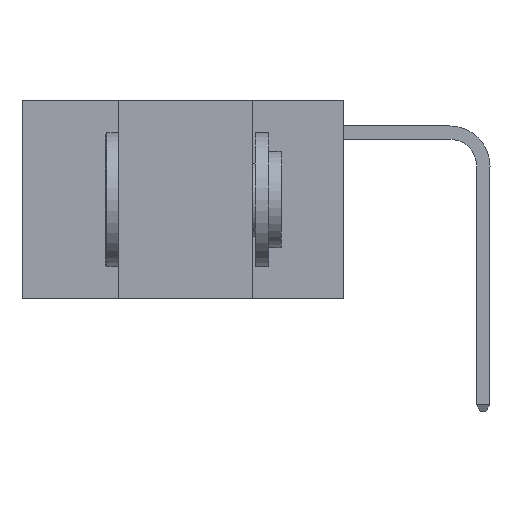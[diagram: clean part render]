
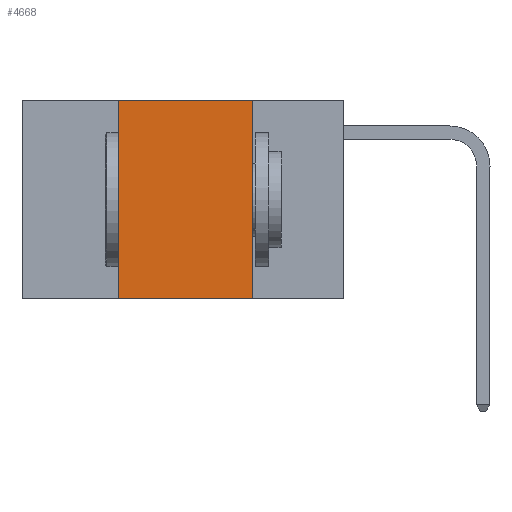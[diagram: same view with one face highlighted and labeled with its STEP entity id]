
A CAD part, left-side view. The second image highlights one B-rep face of the part: STEP entity #4668.
In plain terms, the highlighted planar face has unit normal (-1, 0, 0).
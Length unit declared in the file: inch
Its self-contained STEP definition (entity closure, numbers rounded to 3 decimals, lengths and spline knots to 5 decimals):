
#86 = VECTOR ( 'NONE', #6925, 39.37008 ) ;
#443 = LINE ( 'NONE', #10328, #86 ) ;
#951 = VECTOR ( 'NONE', #7656, 39.37008 ) ;
#1528 = FACE_OUTER_BOUND ( 'NONE', #11892, .T. ) ;
#3881 = CARTESIAN_POINT ( 'NONE',  ( 0., 0.17, -0.37 ) ) ;
#3999 = LINE ( 'NONE', #14279, #951 ) ;
#4668 = ADVANCED_FACE ( 'NONE', ( #1528 ), #10099, .F. ) ;
#4971 = EDGE_CURVE ( 'NONE', #11276, #10312, #12396, .T. ) ;
#5844 = CARTESIAN_POINT ( 'NONE',  ( 0., 0.17, 0. ) ) ;
#6625 = EDGE_CURVE ( 'NONE', #14408, #11276, #8380, .T. ) ;
#6925 = DIRECTION ( 'NONE',  ( 0., 0., 1. ) ) ;
#7029 = ORIENTED_EDGE ( 'NONE', *, *, #4971, .F. ) ;
#7120 = ORIENTED_EDGE ( 'NONE', *, *, #6625, .F. ) ;
#7318 = ORIENTED_EDGE ( 'NONE', *, *, #7621, .F. ) ;
#7394 = ORIENTED_EDGE ( 'NONE', *, *, #14512, .T. ) ;
#7403 = CARTESIAN_POINT ( 'NONE',  ( 0., 0.17, 0. ) ) ;
#7500 = DIRECTION ( 'NONE',  ( 0., 0., -1. ) ) ;
#7621 = EDGE_CURVE ( 'NONE', #8205, #14408, #443, .T. ) ;
#7656 = DIRECTION ( 'NONE',  ( 0., -1., 0. ) ) ;
#8205 = VERTEX_POINT ( 'NONE', #13526 ) ;
#8285 = VECTOR ( 'NONE', #10405, 39.37008 ) ;
#8380 = LINE ( 'NONE', #10160, #8285 ) ;
#9680 = CARTESIAN_POINT ( 'NONE',  ( 0., 0.42, 0. ) ) ;
#9964 = DIRECTION ( 'NONE',  ( 0., 0., -1. ) ) ;
#9975 = DIRECTION ( 'NONE',  ( 1., 0., 0. ) ) ;
#9983 = CARTESIAN_POINT ( 'NONE',  ( 0., 0.6, 0. ) ) ;
#10099 = PLANE ( 'NONE',  #14323 ) ;
#10160 = CARTESIAN_POINT ( 'NONE',  ( 0., 0.6, 0. ) ) ;
#10312 = VERTEX_POINT ( 'NONE', #3881 ) ;
#10328 = CARTESIAN_POINT ( 'NONE',  ( 0., 0.42, 0. ) ) ;
#10405 = DIRECTION ( 'NONE',  ( 0., -1., 0. ) ) ;
#11276 = VERTEX_POINT ( 'NONE', #5844 ) ;
#11892 = EDGE_LOOP ( 'NONE', ( #7029, #7120, #7318, #7394 ) ) ;
#11901 = VECTOR ( 'NONE', #7500, 39.37008 ) ;
#12396 = LINE ( 'NONE', #7403, #11901 ) ;
#13526 = CARTESIAN_POINT ( 'NONE',  ( 0., 0.42, -0.37 ) ) ;
#14279 = CARTESIAN_POINT ( 'NONE',  ( 0., 0.6, -0.37 ) ) ;
#14323 = AXIS2_PLACEMENT_3D ( 'NONE', #9983, #9975, #9964 ) ;
#14408 = VERTEX_POINT ( 'NONE', #9680 ) ;
#14512 = EDGE_CURVE ( 'NONE', #8205, #10312, #3999, .T. ) ;
